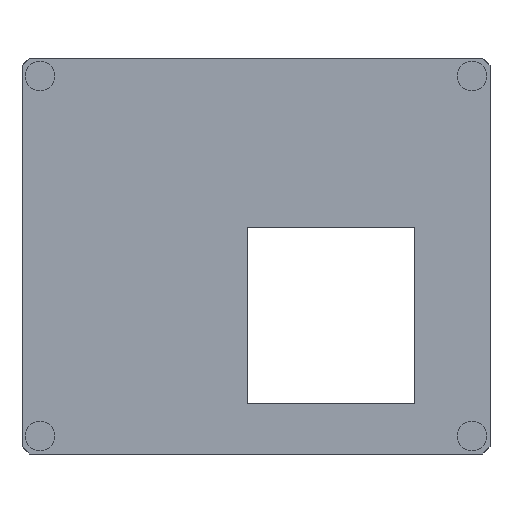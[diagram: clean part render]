
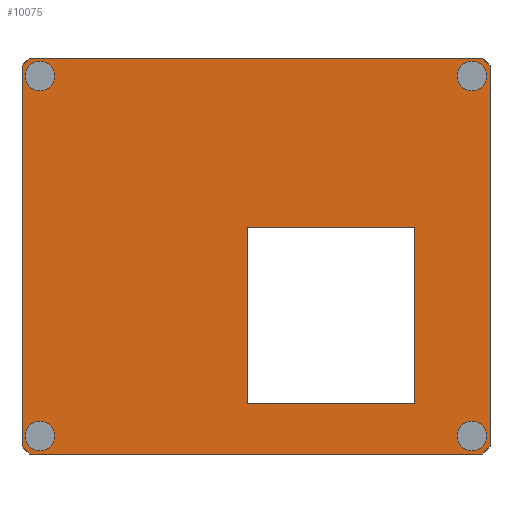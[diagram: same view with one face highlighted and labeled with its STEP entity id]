
A CAD part, front view. The second image highlights one B-rep face of the part: STEP entity #10075.
In plain terms, the highlighted planar face has unit normal (0, -1, 0).
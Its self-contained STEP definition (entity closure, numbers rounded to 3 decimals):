
#1030=FACE_BOUND('',#1665,.T.);
#1031=FACE_BOUND('',#1666,.T.);
#1032=FACE_BOUND('',#1667,.T.);
#1033=FACE_BOUND('',#1668,.T.);
#1034=FACE_BOUND('',#1669,.T.);
#1077=CIRCLE('',#10662,2.05);
#1078=CIRCLE('',#10663,2.05);
#1079=CIRCLE('',#10664,2.05);
#1080=CIRCLE('',#10665,2.05);
#1092=FACE_OUTER_BOUND('',#1664,.T.);
#1664=EDGE_LOOP('',(#6723,#6724,#6725,#6726,#6727,#6728,#6729,#6730));
#1665=EDGE_LOOP('',(#6731));
#1666=EDGE_LOOP('',(#6732));
#1667=EDGE_LOOP('',(#6733));
#1668=EDGE_LOOP('',(#6734));
#1669=EDGE_LOOP('',(#6735,#6736,#6737,#6738));
#2278=LINE('',#12286,#3171);
#2283=LINE('',#12295,#3176);
#2293=LINE('',#12316,#3186);
#2300=LINE('',#12330,#3193);
#2302=LINE('',#12334,#3195);
#2303=LINE('',#12336,#3196);
#2304=LINE('',#12337,#3197);
#2305=LINE('',#12338,#3198);
#2306=LINE('',#12349,#3199);
#2307=LINE('',#12351,#3200);
#2308=LINE('',#12353,#3201);
#2309=LINE('',#12354,#3202);
#3171=VECTOR('',#10903,10.);
#3176=VECTOR('',#10910,10.);
#3186=VECTOR('',#10926,10.);
#3193=VECTOR('',#10937,10.);
#3195=VECTOR('',#10941,10.);
#3196=VECTOR('',#10942,10.);
#3197=VECTOR('',#10943,10.);
#3198=VECTOR('',#10944,10.);
#3199=VECTOR('',#10953,10.);
#3200=VECTOR('',#10954,10.);
#3201=VECTOR('',#10955,10.);
#3202=VECTOR('',#10956,10.);
#4064=VERTEX_POINT('',#12283);
#4065=VERTEX_POINT('',#12285);
#4068=VERTEX_POINT('',#12293);
#4075=VERTEX_POINT('',#12313);
#4076=VERTEX_POINT('',#12315);
#4081=VERTEX_POINT('',#12329);
#4082=VERTEX_POINT('',#12333);
#4083=VERTEX_POINT('',#12335);
#4084=VERTEX_POINT('',#12339);
#4085=VERTEX_POINT('',#12341);
#4086=VERTEX_POINT('',#12343);
#4087=VERTEX_POINT('',#12345);
#4088=VERTEX_POINT('',#12347);
#4089=VERTEX_POINT('',#12348);
#4090=VERTEX_POINT('',#12350);
#4091=VERTEX_POINT('',#12352);
#5114=EDGE_CURVE('',#4064,#4065,#2278,.T.);
#5119=EDGE_CURVE('',#4064,#4068,#2283,.T.);
#5129=EDGE_CURVE('',#4075,#4076,#2293,.T.);
#5136=EDGE_CURVE('',#4081,#4076,#2300,.T.);
#5138=EDGE_CURVE('',#4082,#4068,#2302,.T.);
#5139=EDGE_CURVE('',#4082,#4083,#2303,.T.);
#5140=EDGE_CURVE('',#4081,#4083,#2304,.T.);
#5141=EDGE_CURVE('',#4075,#4065,#2305,.T.);
#5142=EDGE_CURVE('',#4084,#4084,#1077,.T.);
#5143=EDGE_CURVE('',#4085,#4085,#1078,.T.);
#5144=EDGE_CURVE('',#4086,#4086,#1079,.T.);
#5145=EDGE_CURVE('',#4087,#4087,#1080,.T.);
#5146=EDGE_CURVE('',#4088,#4089,#2306,.T.);
#5147=EDGE_CURVE('',#4089,#4090,#2307,.T.);
#5148=EDGE_CURVE('',#4090,#4091,#2308,.T.);
#5149=EDGE_CURVE('',#4091,#4088,#2309,.T.);
#6723=ORIENTED_EDGE('',*,*,#5114,.F.);
#6724=ORIENTED_EDGE('',*,*,#5119,.T.);
#6725=ORIENTED_EDGE('',*,*,#5138,.F.);
#6726=ORIENTED_EDGE('',*,*,#5139,.T.);
#6727=ORIENTED_EDGE('',*,*,#5140,.F.);
#6728=ORIENTED_EDGE('',*,*,#5136,.T.);
#6729=ORIENTED_EDGE('',*,*,#5129,.F.);
#6730=ORIENTED_EDGE('',*,*,#5141,.T.);
#6731=ORIENTED_EDGE('',*,*,#5142,.T.);
#6732=ORIENTED_EDGE('',*,*,#5143,.T.);
#6733=ORIENTED_EDGE('',*,*,#5144,.T.);
#6734=ORIENTED_EDGE('',*,*,#5145,.T.);
#6735=ORIENTED_EDGE('',*,*,#5146,.T.);
#6736=ORIENTED_EDGE('',*,*,#5147,.T.);
#6737=ORIENTED_EDGE('',*,*,#5148,.T.);
#6738=ORIENTED_EDGE('',*,*,#5149,.T.);
#9844=PLANE('',#10661);
#10075=ADVANCED_FACE('',(#1092,#1030,#1031,#1032,#1033,#1034),#9844,.T.);
#10661=AXIS2_PLACEMENT_3D('',#12332,#10939,#10940);
#10662=AXIS2_PLACEMENT_3D('',#12340,#10945,#10946);
#10663=AXIS2_PLACEMENT_3D('',#12342,#10947,#10948);
#10664=AXIS2_PLACEMENT_3D('',#12344,#10949,#10950);
#10665=AXIS2_PLACEMENT_3D('',#12346,#10951,#10952);
#10903=DIRECTION('',(-0.707,0.,0.707));
#10910=DIRECTION('',(1.,0.,0.));
#10926=DIRECTION('',(0.707,0.,0.707));
#10937=DIRECTION('',(-1.,0.,0.));
#10939=DIRECTION('center_axis',(0.,-1.,0.));
#10940=DIRECTION('ref_axis',(0.,0.,-1.));
#10941=DIRECTION('',(-0.707,0.,-0.707));
#10942=DIRECTION('',(0.,0.,1.));
#10943=DIRECTION('',(0.707,0.,-0.707));
#10944=DIRECTION('',(0.,0.,-1.));
#10945=DIRECTION('center_axis',(0.,1.,0.));
#10946=DIRECTION('ref_axis',(1.,0.,0.));
#10947=DIRECTION('center_axis',(0.,1.,0.));
#10948=DIRECTION('ref_axis',(1.,0.,0.));
#10949=DIRECTION('center_axis',(0.,1.,0.));
#10950=DIRECTION('ref_axis',(1.,0.,0.));
#10951=DIRECTION('center_axis',(0.,1.,0.));
#10952=DIRECTION('ref_axis',(1.,0.,0.));
#10953=DIRECTION('',(1.,0.,0.));
#10954=DIRECTION('',(0.,0.,-1.));
#10955=DIRECTION('',(-1.,0.,0.));
#10956=DIRECTION('',(0.,0.,1.));
#12283=CARTESIAN_POINT('',(-31.5,-1.,-27.5));
#12285=CARTESIAN_POINT('',(-32.5,-1.,-26.5));
#12286=CARTESIAN_POINT('',(-30.75,-1.,-28.25));
#12293=CARTESIAN_POINT('',(31.5,-1.,-27.5));
#12295=CARTESIAN_POINT('',(-32.5,-1.,-27.5));
#12313=CARTESIAN_POINT('',(-32.5,-1.,26.5));
#12315=CARTESIAN_POINT('',(-31.5,-1.,27.5));
#12316=CARTESIAN_POINT('',(-30.75,-1.,28.25));
#12329=CARTESIAN_POINT('',(31.5,-1.,27.5));
#12330=CARTESIAN_POINT('',(32.5,-1.,27.5));
#12332=CARTESIAN_POINT('Origin',(0.,-1.,0.));
#12333=CARTESIAN_POINT('',(32.5,-1.,-26.5));
#12334=CARTESIAN_POINT('',(30.75,-1.,-28.25));
#12335=CARTESIAN_POINT('',(32.5,-1.,26.5));
#12336=CARTESIAN_POINT('',(32.5,-1.,-27.5));
#12337=CARTESIAN_POINT('',(30.75,-1.,28.25));
#12338=CARTESIAN_POINT('',(-32.5,-1.,27.5));
#12339=CARTESIAN_POINT('',(-32.05,-1.,-25.));
#12340=CARTESIAN_POINT('Origin',(-30.,-1.,-25.));
#12341=CARTESIAN_POINT('',(27.95,-1.,-25.));
#12342=CARTESIAN_POINT('Origin',(30.,-1.,-25.));
#12343=CARTESIAN_POINT('',(-32.05,-1.,25.));
#12344=CARTESIAN_POINT('Origin',(-30.,-1.,25.));
#12345=CARTESIAN_POINT('',(27.95,-1.,25.));
#12346=CARTESIAN_POINT('Origin',(30.,-1.,25.));
#12347=CARTESIAN_POINT('',(-1.225,-1.,3.975));
#12348=CARTESIAN_POINT('',(21.975,-1.,3.975));
#12349=CARTESIAN_POINT('',(10.988,-1.,3.975));
#12350=CARTESIAN_POINT('',(21.975,-1.,-20.475));
#12351=CARTESIAN_POINT('',(21.975,-1.,-10.238));
#12352=CARTESIAN_POINT('',(-1.225,-1.,-20.475));
#12353=CARTESIAN_POINT('',(-0.612,-1.,-20.475));
#12354=CARTESIAN_POINT('',(-1.225,-1.,1.987));
